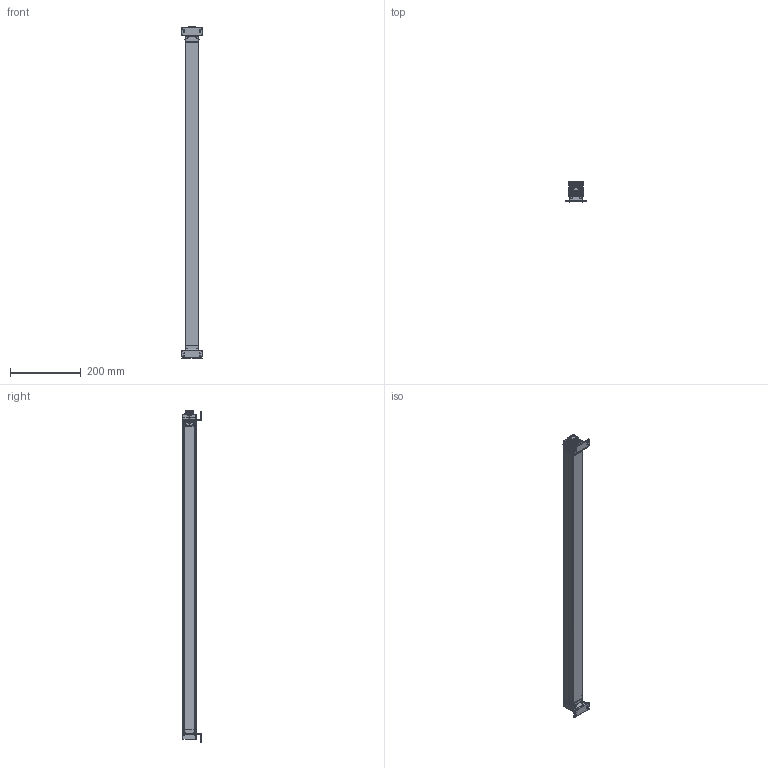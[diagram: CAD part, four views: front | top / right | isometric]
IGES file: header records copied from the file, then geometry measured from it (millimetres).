
Start section:  PTC IGES file: 255881_sm01.igs
Global section: file name: 255881_sm01.igs; native system: Creo Parametric by PTC Inc.; preprocessor: 2022414; author: banengservice; organization: Unknown; date: 20260326.164233; units: millimetre
Bounding box: 59.44 x 56.04 x 940.79 mm (x, y, z)
Volume: 1244317.9 mm3; surface area: 1090648.5 mm2
Topology: 5 solids, 5 shells, 3358 faces, 17832 edges, 22532 vertices
Faces by surface type: bspline 1688, revolution 1666, extrusion 4
